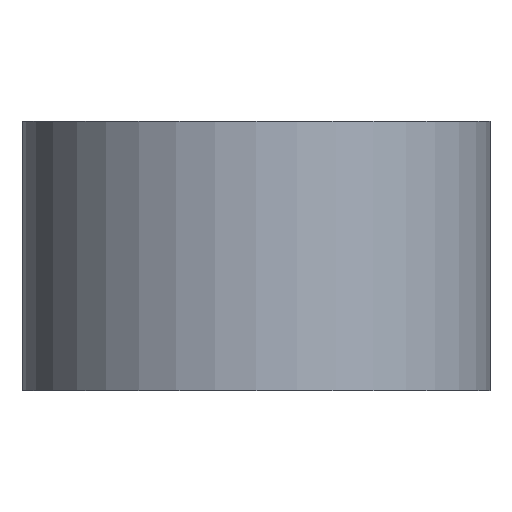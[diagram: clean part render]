
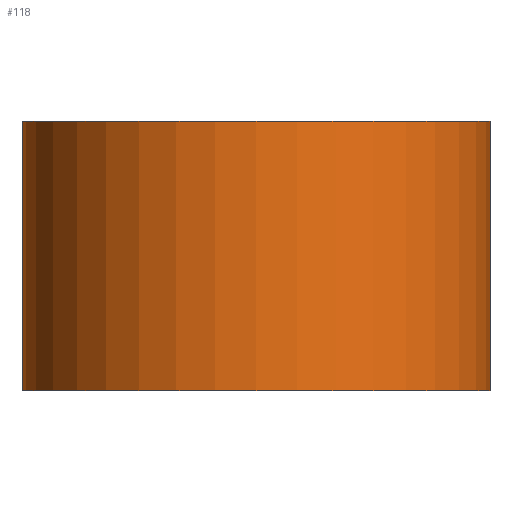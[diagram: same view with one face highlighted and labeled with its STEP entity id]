
A CAD part, left-side view. The second image highlights one B-rep face of the part: STEP entity #118.
In plain terms, the highlighted cylindrical face has radius 13 mm (diameter 26 mm), a partial arc.
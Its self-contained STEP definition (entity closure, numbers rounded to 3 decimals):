
#4 = CARTESIAN_POINT ( 'NONE',  ( -125., 0., -15. ) ) ;
#11 = FACE_OUTER_BOUND ( 'NONE', #238, .T. ) ;
#18 = VERTEX_POINT ( 'NONE', #416 ) ;
#27 = EDGE_CURVE ( 'NONE', #18, #175, #321, .T. ) ;
#28 = CARTESIAN_POINT ( 'NONE',  ( -125., -13., -15. ) ) ;
#55 = ORIENTED_EDGE ( 'NONE', *, *, #56, .F. ) ;
#56 = EDGE_CURVE ( 'NONE', #99, #115, #203, .T. ) ;
#65 = CARTESIAN_POINT ( 'NONE',  ( -125., 13., -15. ) ) ;
#69 = DIRECTION ( 'NONE',  ( 0., 0., 1. ) ) ;
#89 = CARTESIAN_POINT ( 'NONE',  ( -125., -13., 0. ) ) ;
#99 = VERTEX_POINT ( 'NONE', #391 ) ;
#101 = DIRECTION ( 'NONE',  ( 0., 0., 1. ) ) ;
#105 = DIRECTION ( 'NONE',  ( 1., 0., 0. ) ) ;
#115 = VERTEX_POINT ( 'NONE', #393 ) ;
#118 = ADVANCED_FACE ( 'NONE', ( #11 ), #271, .T. ) ;
#130 = DIRECTION ( 'NONE',  ( 0., 0., 1. ) ) ;
#165 = DIRECTION ( 'NONE',  ( 0., 0., 1. ) ) ;
#175 = VERTEX_POINT ( 'NONE', #89 ) ;
#200 = AXIS2_PLACEMENT_3D ( 'NONE', #207, #205, #311 ) ;
#203 = LINE ( 'NONE', #65, #404 ) ;
#205 = DIRECTION ( 'NONE',  ( 0., 0., 1. ) ) ;
#207 = CARTESIAN_POINT ( 'NONE',  ( -125., 0., -15. ) ) ;
#217 = ORIENTED_EDGE ( 'NONE', *, *, #27, .T. ) ;
#234 = CIRCLE ( 'NONE', #200, 13. ) ;
#238 = EDGE_LOOP ( 'NONE', ( #305, #55, #303, #217 ) ) ;
#243 = EDGE_CURVE ( 'NONE', #115, #175, #412, .T. ) ;
#271 = CYLINDRICAL_SURFACE ( 'NONE', #306, 13. ) ;
#300 = EDGE_CURVE ( 'NONE', #99, #18, #234, .T. ) ;
#303 = ORIENTED_EDGE ( 'NONE', *, *, #300, .T. ) ;
#305 = ORIENTED_EDGE ( 'NONE', *, *, #243, .F. ) ;
#306 = AXIS2_PLACEMENT_3D ( 'NONE', #4, #165, #403 ) ;
#311 = DIRECTION ( 'NONE',  ( 1., 0., 0. ) ) ;
#313 = VECTOR ( 'NONE', #69, 1000. ) ;
#321 = LINE ( 'NONE', #28, #313 ) ;
#380 = CARTESIAN_POINT ( 'NONE',  ( -125., 0., 0. ) ) ;
#391 = CARTESIAN_POINT ( 'NONE',  ( -125., 13., -15. ) ) ;
#392 = AXIS2_PLACEMENT_3D ( 'NONE', #380, #101, #105 ) ;
#393 = CARTESIAN_POINT ( 'NONE',  ( -125., 13., 0. ) ) ;
#403 = DIRECTION ( 'NONE',  ( 1., 0., 0. ) ) ;
#404 = VECTOR ( 'NONE', #130, 1000. ) ;
#412 = CIRCLE ( 'NONE', #392, 13. ) ;
#416 = CARTESIAN_POINT ( 'NONE',  ( -125., -13., -15. ) ) ;
